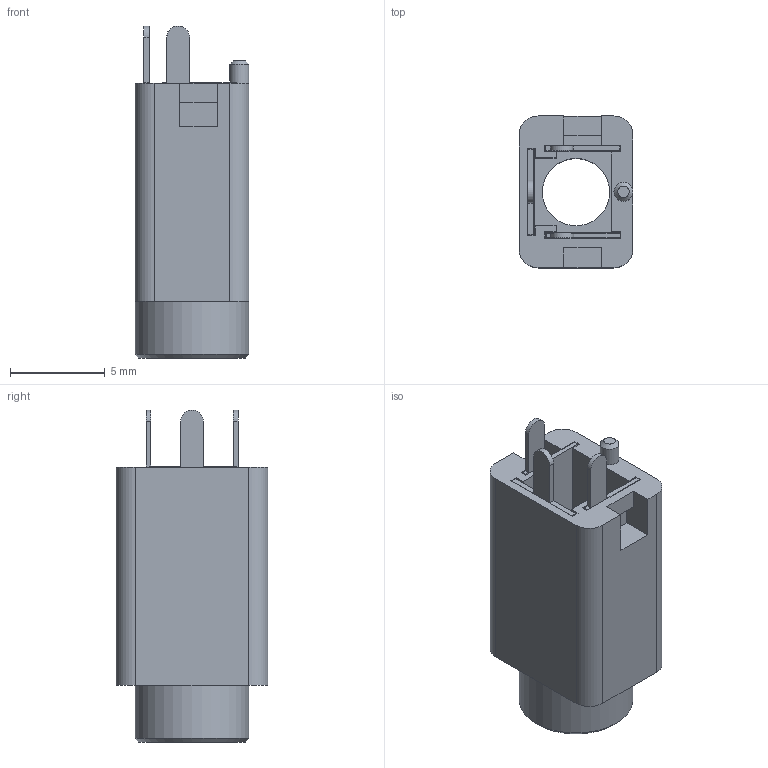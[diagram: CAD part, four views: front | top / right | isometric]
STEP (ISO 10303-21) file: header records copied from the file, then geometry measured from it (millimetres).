
FILE_DESCRIPTION(/* description */ ('Alibre Inc.'),/* implementation_level */ '2;1');
FILE_NAME(/* name */ 'export0',/* time_stamp */ '2015-03-10T13:25:27+09:00',/* author */ (''),/* organization */ (''),/* preprocessor_version */ 'ST-DEVELOPER v14',/* originating_system */ 'Alibre',/* authorisation */ '');
FILE_SCHEMA (('CONFIG_CONTROL_DESIGN'));
Length unit declared in the file: centimetre
Products named in the file (1): ID_1
Bounding box: 6 x 8 x 17.51 mm (x, y, z)
Volume: 395.2 mm3; surface area: 1025.9 mm2
Topology: 1 solids, 1 shells, 102 faces, 290 edges, 191 vertices
Faces by surface type: plane 89, cylinder 10, cone 3
Full cylindrical faces by diameter (mm): 1 x1, 3.55 x1, 6 x1
Entity records: 3118 total; most frequent: ORIENTED_EDGE 566, CARTESIAN_POINT 544, DIRECTION 390, EDGE_CURVE 283, VECTOR 236, LINE 236, VERTEX_POINT 190, EDGE_LOOP 121
